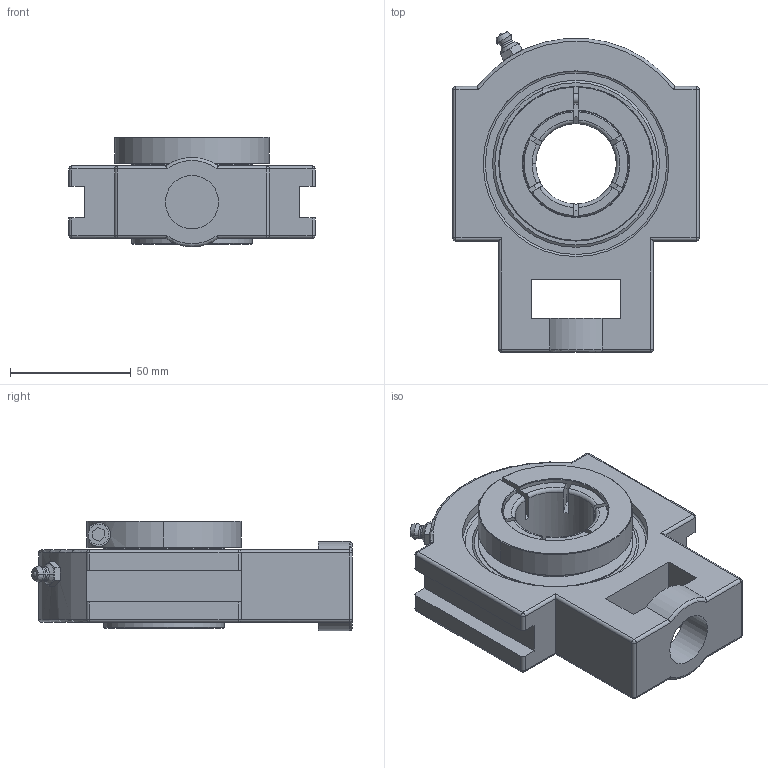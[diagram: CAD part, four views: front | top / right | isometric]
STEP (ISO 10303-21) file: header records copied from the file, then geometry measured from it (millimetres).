
FILE_DESCRIPTION(('HOOPS Exchange Step'),'2;1');
FILE_NAME('export-45D577EB-FC68-4459-B0B9-9FBBD3FFDF8A.stp','2019-12-18T08:40:14-08:00',('ibuslach'),('Alibre'),'HOOPS Exchange 2019.2','Alibre','Unknown authorisation');
FILE_SCHEMA( ('AP242_MANAGED_MODEL_BASED_3D_ENGINEERING_MIM_LF {1 0 10303 442 1 1 4 }') );
Length unit declared in the file: centimetre
Products named in the file (8): UCP ZERK 6mm; MRN ST 207; SUE 207 BOLT; SUE 207 LOCK RING; SUE 207 SHIELD; SUE 207-21 RACES; MRN SUE 207-21; MRN SUET 207-21
Assembly tree (8 placements, depth 3):
  MRN SUET 207-21
    UCP ZERK 6mm
    MRN ST 207
    MRN SUE 207-21
      SUE 207 BOLT
      SUE 207 LOCK RING
      SUE 207 SHIELD  x2
      SUE 207-21 RACES
Bounding box: 102 x 132.68 x 45.4 mm (x, y, z)
Volume: 233935.2 mm3; surface area: 75594.4 mm2
Topology: 8 solids, 8 shells, 272 faces, 730 edges, 458 vertices
Faces by surface type: plane 88, cylinder 88, cone 40, torus 31, sphere 21, bspline 4
Full cylindrical faces by diameter (mm): 1.48 x2, 4.134 x1, 4.137 x1, 5.8 x1, 6 x2, 8.5 x1, 22 x1, 33.338 x1, 50 x4, 51.016 x2, 62 x2, 64 x2, 76.902 x2
Entity records: 12970 total; most frequent: CARTESIAN_POINT 6165, DIRECTION 1445, ORIENTED_EDGE 1384, EDGE_CURVE 692, AXIS2_PLACEMENT_3D 577, VERTEX_POINT 444, VECTOR 291, LINE 291
